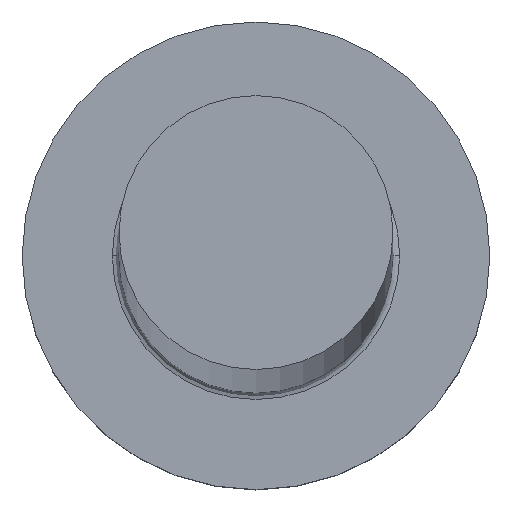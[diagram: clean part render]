
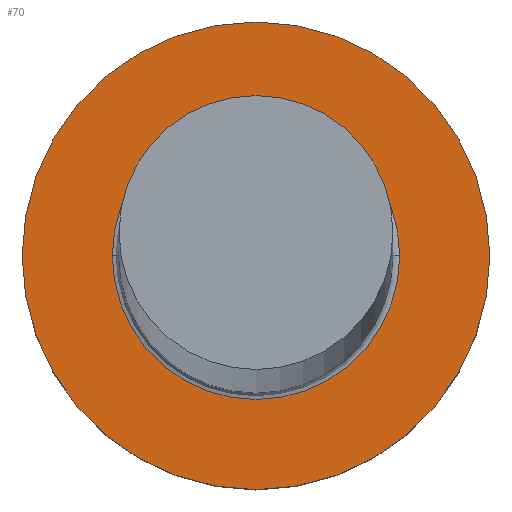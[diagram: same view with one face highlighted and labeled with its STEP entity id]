
A CAD part, top view. The second image highlights one B-rep face of the part: STEP entity #70.
In plain terms, the highlighted planar face has unit normal (0, 0, 1).
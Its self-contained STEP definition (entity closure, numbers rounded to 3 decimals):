
#10 = DIRECTION ( 'NONE',  ( 0., 0., 1. ) ) ;
#12 = ORIENTED_EDGE ( 'NONE', *, *, #174, .T. ) ;
#17 = DIRECTION ( 'NONE',  ( 1., 0., 0. ) ) ;
#20 = DIRECTION ( 'NONE',  ( 1., 0., 0. ) ) ;
#38 = CARTESIAN_POINT ( 'NONE',  ( 0., 0., 5. ) ) ;
#56 = AXIS2_PLACEMENT_3D ( 'NONE', #258, #145, #20 ) ;
#57 = PLANE ( 'NONE',  #202 ) ;
#68 = CARTESIAN_POINT ( 'NONE',  ( -4.3, 0., 5. ) ) ;
#70 = ADVANCED_FACE ( 'NONE', ( #163, #274 ), #57, .T. ) ;
#93 = ORIENTED_EDGE ( 'NONE', *, *, #108, .T. ) ;
#101 = DIRECTION ( 'NONE',  ( 0., 0., -1. ) ) ;
#103 = CARTESIAN_POINT ( 'NONE',  ( 4.3, 0., 5. ) ) ;
#108 = EDGE_CURVE ( 'NONE', #156, #195, #138, .T. ) ;
#117 = DIRECTION ( 'NONE',  ( 0., 0., 1. ) ) ;
#118 = CIRCLE ( 'NONE', #303, 4.3 ) ;
#119 = CARTESIAN_POINT ( 'NONE',  ( 0., 0., 5. ) ) ;
#125 = CARTESIAN_POINT ( 'NONE',  ( -7., 0., 5. ) ) ;
#129 = CIRCLE ( 'NONE', #193, 4.3 ) ;
#134 = CARTESIAN_POINT ( 'NONE',  ( 0., 0., 5. ) ) ;
#138 = CIRCLE ( 'NONE', #177, 7. ) ;
#140 = VERTEX_POINT ( 'NONE', #103 ) ;
#145 = DIRECTION ( 'NONE',  ( 0., 0., 1. ) ) ;
#154 = ORIENTED_EDGE ( 'NONE', *, *, #189, .T. ) ;
#156 = VERTEX_POINT ( 'NONE', #125 ) ;
#163 = FACE_BOUND ( 'NONE', #200, .T. ) ;
#174 = EDGE_CURVE ( 'NONE', #140, #249, #118, .T. ) ;
#177 = AXIS2_PLACEMENT_3D ( 'NONE', #38, #117, #206 ) ;
#182 = DIRECTION ( 'NONE',  ( 1., 0., 0. ) ) ;
#187 = CARTESIAN_POINT ( 'NONE',  ( 7., 0., 5. ) ) ;
#189 = EDGE_CURVE ( 'NONE', #249, #140, #129, .T. ) ;
#193 = AXIS2_PLACEMENT_3D ( 'NONE', #231, #211, #235 ) ;
#194 = EDGE_LOOP ( 'NONE', ( #93, #269 ) ) ;
#195 = VERTEX_POINT ( 'NONE', #187 ) ;
#200 = EDGE_LOOP ( 'NONE', ( #12, #154 ) ) ;
#202 = AXIS2_PLACEMENT_3D ( 'NONE', #134, #10, #182 ) ;
#206 = DIRECTION ( 'NONE',  ( 1., 0., 0. ) ) ;
#211 = DIRECTION ( 'NONE',  ( 0., 0., -1. ) ) ;
#231 = CARTESIAN_POINT ( 'NONE',  ( 0., 0., 5. ) ) ;
#235 = DIRECTION ( 'NONE',  ( 1., 0., 0. ) ) ;
#249 = VERTEX_POINT ( 'NONE', #68 ) ;
#258 = CARTESIAN_POINT ( 'NONE',  ( 0., 0., 5. ) ) ;
#262 = EDGE_CURVE ( 'NONE', #195, #156, #294, .T. ) ;
#269 = ORIENTED_EDGE ( 'NONE', *, *, #262, .T. ) ;
#274 = FACE_OUTER_BOUND ( 'NONE', #194, .T. ) ;
#294 = CIRCLE ( 'NONE', #56, 7. ) ;
#303 = AXIS2_PLACEMENT_3D ( 'NONE', #119, #101, #17 ) ;
